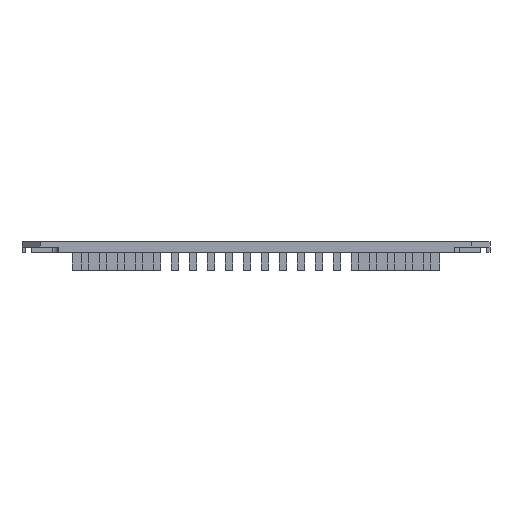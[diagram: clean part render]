
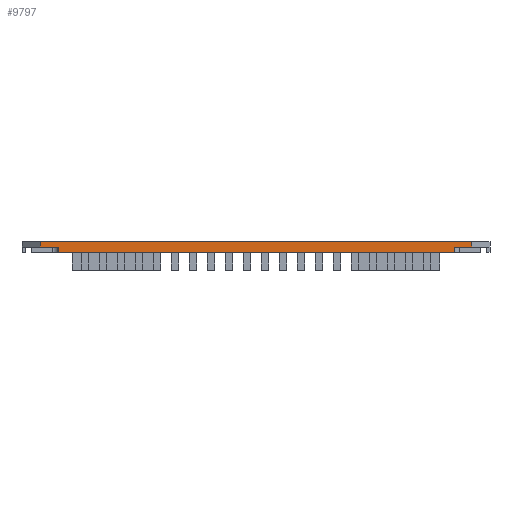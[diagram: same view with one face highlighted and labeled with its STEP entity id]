
A CAD part, front view. The second image highlights one B-rep face of the part: STEP entity #9797.
In plain terms, the highlighted planar face has unit normal (0, -1, 0).
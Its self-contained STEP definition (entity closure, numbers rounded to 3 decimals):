
#413=PLANE('',#10468);
#800=FACE_OUTER_BOUND('',#1253,.T.);
#1253=EDGE_LOOP('',(#8302,#8303,#8304,#8305,#8306,#8307,#8308,#8309));
#2389=LINE('',#15663,#3553);
#2393=LINE('',#15670,#3557);
#2409=LINE('',#15703,#3573);
#2415=LINE('',#15714,#3579);
#2434=LINE('',#15753,#3598);
#2437=LINE('',#15758,#3601);
#2438=LINE('',#15760,#3602);
#2439=LINE('',#15761,#3603);
#3553=VECTOR('',#12721,10.);
#3557=VECTOR('',#12725,10.);
#3573=VECTOR('',#12761,10.);
#3579=VECTOR('',#12771,10.);
#3598=VECTOR('',#12808,10.);
#3601=VECTOR('',#12813,10.);
#3602=VECTOR('',#12814,10.);
#3603=VECTOR('',#12815,10.);
#4835=VERTEX_POINT('',#15624);
#4853=VERTEX_POINT('',#15660);
#4854=VERTEX_POINT('',#15662);
#4857=VERTEX_POINT('',#15668);
#4864=VERTEX_POINT('',#15702);
#4867=VERTEX_POINT('',#15712);
#4878=VERTEX_POINT('',#15752);
#4880=VERTEX_POINT('',#15759);
#6201=EDGE_CURVE('',#4854,#4853,#2389,.T.);
#6205=EDGE_CURVE('',#4835,#4857,#2393,.T.);
#6221=EDGE_CURVE('',#4864,#4854,#2409,.T.);
#6227=EDGE_CURVE('',#4857,#4867,#2415,.T.);
#6246=EDGE_CURVE('',#4835,#4878,#2434,.T.);
#6249=EDGE_CURVE('',#4864,#4867,#2437,.T.);
#6250=EDGE_CURVE('',#4880,#4853,#2438,.T.);
#6251=EDGE_CURVE('',#4880,#4878,#2439,.T.);
#8302=ORIENTED_EDGE('',*,*,#6205,.T.);
#8303=ORIENTED_EDGE('',*,*,#6227,.T.);
#8304=ORIENTED_EDGE('',*,*,#6249,.F.);
#8305=ORIENTED_EDGE('',*,*,#6221,.T.);
#8306=ORIENTED_EDGE('',*,*,#6201,.T.);
#8307=ORIENTED_EDGE('',*,*,#6250,.F.);
#8308=ORIENTED_EDGE('',*,*,#6251,.T.);
#8309=ORIENTED_EDGE('',*,*,#6246,.F.);
#9797=ADVANCED_FACE('',(#800),#413,.T.);
#10468=AXIS2_PLACEMENT_3D('',#15757,#12811,#12812);
#12721=DIRECTION('',(1.,0.,0.));
#12725=DIRECTION('',(1.,0.,0.));
#12761=DIRECTION('',(0.,0.,1.));
#12771=DIRECTION('',(0.,0.,-1.));
#12808=DIRECTION('',(0.,0.,1.));
#12811=DIRECTION('center_axis',(0.,-1.,0.));
#12812=DIRECTION('ref_axis',(0.,0.,-1.));
#12813=DIRECTION('',(-1.,0.,0.));
#12814=DIRECTION('',(0.,0.,-1.));
#12815=DIRECTION('',(-1.,0.,0.));
#15624=CARTESIAN_POINT('',(-9.9,-20.,3.));
#15660=CARTESIAN_POINT('',(229.9,-20.,3.));
#15662=CARTESIAN_POINT('',(220.,-20.,3.));
#15663=CARTESIAN_POINT('',(175.,-20.,3.));
#15668=CARTESIAN_POINT('',(0.,-20.,3.));
#15670=CARTESIAN_POINT('',(175.,-20.,3.));
#15702=CARTESIAN_POINT('',(220.,-20.,0.));
#15703=CARTESIAN_POINT('',(220.,-20.,0.));
#15712=CARTESIAN_POINT('',(0.,-20.,0.));
#15714=CARTESIAN_POINT('',(0.,-20.,0.));
#15752=CARTESIAN_POINT('',(-9.9,-20.,6.));
#15753=CARTESIAN_POINT('',(-9.9,-20.,0.));
#15757=CARTESIAN_POINT('Origin',(240.,-20.,0.));
#15758=CARTESIAN_POINT('',(240.,-20.,0.));
#15759=CARTESIAN_POINT('',(229.9,-20.,6.));
#15760=CARTESIAN_POINT('',(229.9,-20.,0.));
#15761=CARTESIAN_POINT('',(240.,-20.,6.));
